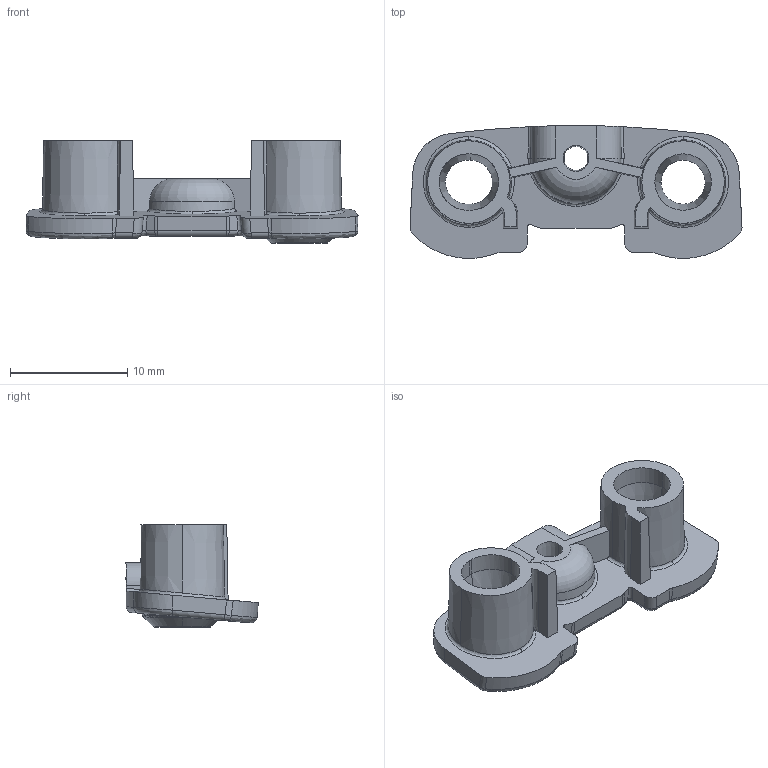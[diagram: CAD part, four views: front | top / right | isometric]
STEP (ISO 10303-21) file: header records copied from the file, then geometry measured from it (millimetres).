
FILE_DESCRIPTION (( 'STEP AP214' ), '1' );
FILE_NAME ('FD_1842308-D_Battery-PCB-Chassis.STEP', '2020-11-19T22:51:05', ( '' ), ( '' ), 'SwSTEP 2.0', 'SolidWorks 2019', '' );
FILE_SCHEMA (( 'AUTOMOTIVE_DESIGN' ));
Length unit declared in the file: inch
Products named in the file (1): FD_1842308-D_Battery-PCB-Chassis
Bounding box: 28.34 x 11.33 x 8.76 mm (x, y, z)
Volume: 824.3 mm3; surface area: 1235.4 mm2
Topology: 1 solids, 1 shells, 194 faces, 492 edges, 296 vertices
Faces by surface type: bspline 72, cylinder 47, plane 36, cone 20, torus 19
Entity records: 8188 total; most frequent: CARTESIAN_POINT 4141, ORIENTED_EDGE 972, DIRECTION 685, EDGE_CURVE 486, VERTEX_POINT 296, AXIS2_PLACEMENT_3D 277, EDGE_LOOP 202, FACE_OUTER_BOUND 194
